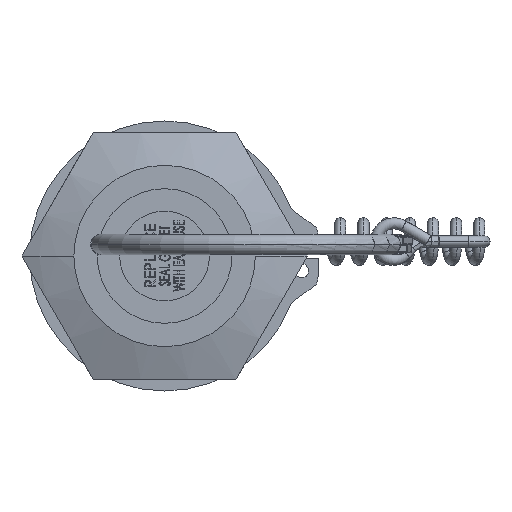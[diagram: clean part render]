
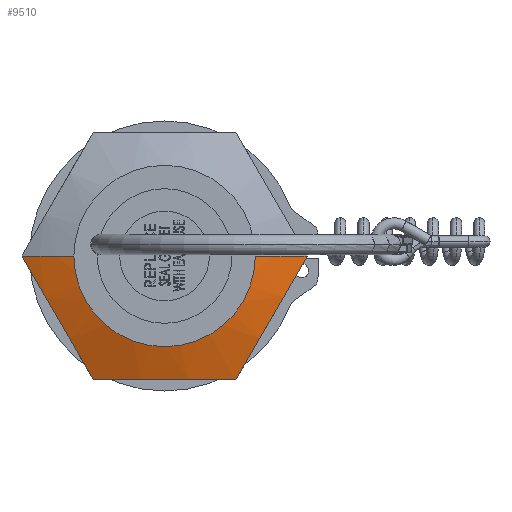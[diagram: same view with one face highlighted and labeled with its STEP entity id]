
A CAD part, left-side view. The second image highlights one B-rep face of the part: STEP entity #9510.
In plain terms, the highlighted spherical face has radius 50.572 mm.
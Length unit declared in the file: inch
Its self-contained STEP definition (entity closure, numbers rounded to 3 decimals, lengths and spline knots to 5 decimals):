
#313 = AXIS2_PLACEMENT_3D ( 'NONE', #26347, #14811, #15196 ) ;
#750 = CARTESIAN_POINT ( 'NONE',  ( 1.43342, 0., 0. ) ) ;
#2434 = CARTESIAN_POINT ( 'NONE',  ( 1.43342, 0., 0. ) ) ;
#2488 = EDGE_LOOP ( 'NONE', ( #5099, #14674, #19843, #27368, #17124, #18218 ) ) ;
#2712 = DIRECTION ( 'NONE',  ( 0., 0., 1. ) ) ;
#3218 = CARTESIAN_POINT ( 'NONE',  ( 1.43342, 0., 0. ) ) ;
#3521 = CARTESIAN_POINT ( 'NONE',  ( -0.4925, 0.505, 0. ) ) ;
#3715 = DIRECTION ( 'NONE',  ( 1., 0., 0. ) ) ;
#4095 = VERTEX_POINT ( 'NONE', #11005 ) ;
#5038 = SPHERICAL_SURFACE ( 'NONE', #32479, 1.99102 ) ;
#5054 = CARTESIAN_POINT ( 'NONE',  ( -0.3925, -0.79386, 0. ) ) ;
#5099 = ORIENTED_EDGE ( 'NONE', *, *, #35888, .T. ) ;
#5268 = DIRECTION ( 'NONE',  ( 0., 0., -1. ) ) ;
#5753 = CARTESIAN_POINT ( 'NONE',  ( -0.3925, 0.39693, -0.6875 ) ) ;
#6296 = CIRCLE ( 'NONE', #34578, 0.505 ) ;
#8429 = CARTESIAN_POINT ( 'NONE',  ( -0.4925, 0., 0. ) ) ;
#8697 = CARTESIAN_POINT ( 'NONE',  ( 1.43342, 0., -0.6875 ) ) ;
#9510 = ADVANCED_FACE ( 'NONE', ( #33188 ), #5038, .T. ) ;
#10528 = EDGE_CURVE ( 'NONE', #23721, #4095, #29092, .T. ) ;
#10826 = CARTESIAN_POINT ( 'NONE',  ( 1.43342, 0.59539, -0.34375 ) ) ;
#11005 = CARTESIAN_POINT ( 'NONE',  ( -0.4925, -0.505, 0. ) ) ;
#11269 = DIRECTION ( 'NONE',  ( 0., 0., 1. ) ) ;
#12487 = CIRCLE ( 'NONE', #29679, 1.86856 ) ;
#12882 = VERTEX_POINT ( 'NONE', #3521 ) ;
#13578 = DIRECTION ( 'NONE',  ( 0., -0.5, -0.866 ) ) ;
#14045 = VERTEX_POINT ( 'NONE', #16417 ) ;
#14609 = DIRECTION ( 'NONE',  ( 0., 1., 0. ) ) ;
#14674 = ORIENTED_EDGE ( 'NONE', *, *, #10528, .T. ) ;
#14811 = DIRECTION ( 'NONE',  ( 0., 0.866, 0.5 ) ) ;
#15196 = DIRECTION ( 'NONE',  ( 0., -0.5, 0.866 ) ) ;
#15790 = CIRCLE ( 'NONE', #16230, 1.99102 ) ;
#16159 = EDGE_CURVE ( 'NONE', #18581, #14045, #12487, .T. ) ;
#16230 = AXIS2_PLACEMENT_3D ( 'NONE', #750, #2712, #3715 ) ;
#16417 = CARTESIAN_POINT ( 'NONE',  ( -0.3925, -0.39693, -0.6875 ) ) ;
#16545 = DIRECTION ( 'NONE',  ( 0., 1., 0. ) ) ;
#17124 = ORIENTED_EDGE ( 'NONE', *, *, #23680, .T. ) ;
#18211 = EDGE_CURVE ( 'NONE', #27560, #12882, #15790, .T. ) ;
#18218 = ORIENTED_EDGE ( 'NONE', *, *, #16159, .T. ) ;
#18534 = EDGE_CURVE ( 'NONE', #12882, #4095, #6296, .T. ) ;
#18581 = VERTEX_POINT ( 'NONE', #5753 ) ;
#19713 = CARTESIAN_POINT ( 'NONE',  ( -0.3925, 0.79386, 0. ) ) ;
#19843 = ORIENTED_EDGE ( 'NONE', *, *, #18534, .F. ) ;
#23680 = EDGE_CURVE ( 'NONE', #27560, #18581, #25690, .T. ) ;
#23721 = VERTEX_POINT ( 'NONE', #5054 ) ;
#25551 = DIRECTION ( 'NONE',  ( -1., 0., 0. ) ) ;
#25690 = CIRCLE ( 'NONE', #32645, 1.86856 ) ;
#25792 = CIRCLE ( 'NONE', #313, 1.86856 ) ;
#26347 = CARTESIAN_POINT ( 'NONE',  ( 1.43342, -0.59539, -0.34375 ) ) ;
#27368 = ORIENTED_EDGE ( 'NONE', *, *, #18211, .F. ) ;
#27560 = VERTEX_POINT ( 'NONE', #19713 ) ;
#29092 = CIRCLE ( 'NONE', #31978, 1.99102 ) ;
#29679 = AXIS2_PLACEMENT_3D ( 'NONE', #8697, #31597, #34459 ) ;
#30641 = DIRECTION ( 'NONE',  ( 0., -0.866, 0.5 ) ) ;
#31597 = DIRECTION ( 'NONE',  ( 0., 0., 1. ) ) ;
#31919 = DIRECTION ( 'NONE',  ( 0., 0., -1. ) ) ;
#31978 = AXIS2_PLACEMENT_3D ( 'NONE', #2434, #5268, #16545 ) ;
#32479 = AXIS2_PLACEMENT_3D ( 'NONE', #3218, #31919, #14609 ) ;
#32645 = AXIS2_PLACEMENT_3D ( 'NONE', #10826, #30641, #13578 ) ;
#33188 = FACE_OUTER_BOUND ( 'NONE', #2488, .T. ) ;
#34459 = DIRECTION ( 'NONE',  ( 1., 0., 0. ) ) ;
#34578 = AXIS2_PLACEMENT_3D ( 'NONE', #8429, #25551, #11269 ) ;
#35888 = EDGE_CURVE ( 'NONE', #14045, #23721, #25792, .T. ) ;
